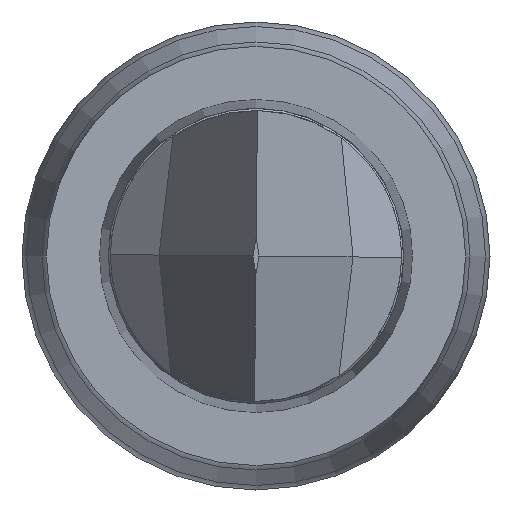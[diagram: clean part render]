
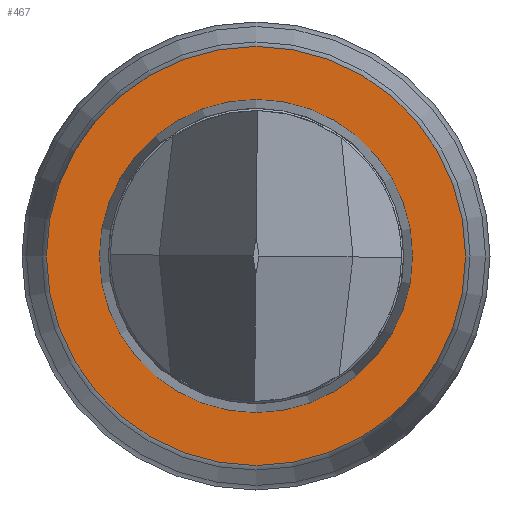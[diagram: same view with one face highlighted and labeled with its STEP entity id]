
A CAD part, left-side view. The second image highlights one B-rep face of the part: STEP entity #467.
In plain terms, the highlighted planar face has unit normal (-1, 0, 0).
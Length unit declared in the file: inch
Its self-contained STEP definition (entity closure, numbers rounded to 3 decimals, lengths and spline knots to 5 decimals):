
#30 = AXIS2_PLACEMENT_3D ( 'NONE', #722, #717, #45 ) ;
#45 = DIRECTION ( 'NONE',  ( 0., -1., 0. ) ) ;
#65 = VERTEX_POINT ( 'NONE', #359 ) ;
#90 = CIRCLE ( 'NONE', #30, 0.018 ) ;
#179 = AXIS2_PLACEMENT_3D ( 'NONE', #381, #390, #304 ) ;
#218 = EDGE_LOOP ( 'NONE', ( #800 ) ) ;
#249 = PLANE ( 'NONE',  #179 ) ;
#286 = DIRECTION ( 'NONE',  ( -1., 0., 0. ) ) ;
#293 = FACE_BOUND ( 'NONE', #218, .T. ) ;
#304 = DIRECTION ( 'NONE',  ( 0., -1., 0. ) ) ;
#337 = AXIS2_PLACEMENT_3D ( 'NONE', #365, #286, #779 ) ;
#359 = CARTESIAN_POINT ( 'NONE',  ( 0., 0., 0.01344 ) ) ;
#365 = CARTESIAN_POINT ( 'NONE',  ( 0., 0., 0. ) ) ;
#381 = CARTESIAN_POINT ( 'NONE',  ( 0., 0., 0.018 ) ) ;
#390 = DIRECTION ( 'NONE',  ( -1., 0., 0. ) ) ;
#467 = ADVANCED_FACE ( 'NONE', ( #293, #757 ), #249, .T. ) ;
#495 = CARTESIAN_POINT ( 'NONE',  ( 0., -0.018, 0. ) ) ;
#501 = ORIENTED_EDGE ( 'NONE', *, *, #688, .T. ) ;
#555 = EDGE_CURVE ( 'NONE', #65, #65, #840, .T. ) ;
#688 = EDGE_CURVE ( 'NONE', #823, #823, #90, .T. ) ;
#717 = DIRECTION ( 'NONE',  ( -1., 0., 0. ) ) ;
#722 = CARTESIAN_POINT ( 'NONE',  ( 0., 0., 0. ) ) ;
#757 = FACE_OUTER_BOUND ( 'NONE', #881, .T. ) ;
#779 = DIRECTION ( 'NONE',  ( 0., 0., 1. ) ) ;
#800 = ORIENTED_EDGE ( 'NONE', *, *, #555, .F. ) ;
#823 = VERTEX_POINT ( 'NONE', #495 ) ;
#840 = CIRCLE ( 'NONE', #337, 0.01344 ) ;
#881 = EDGE_LOOP ( 'NONE', ( #501 ) ) ;
